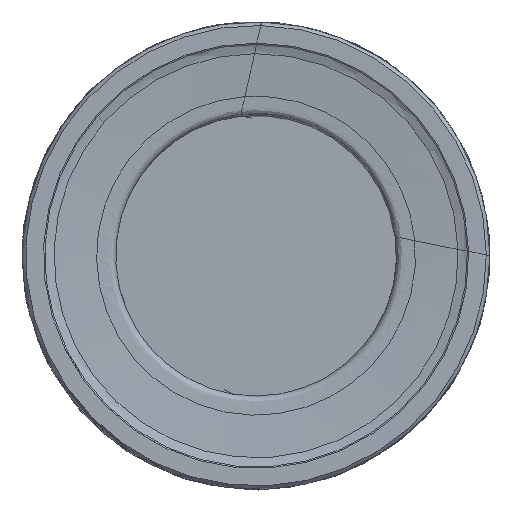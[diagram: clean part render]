
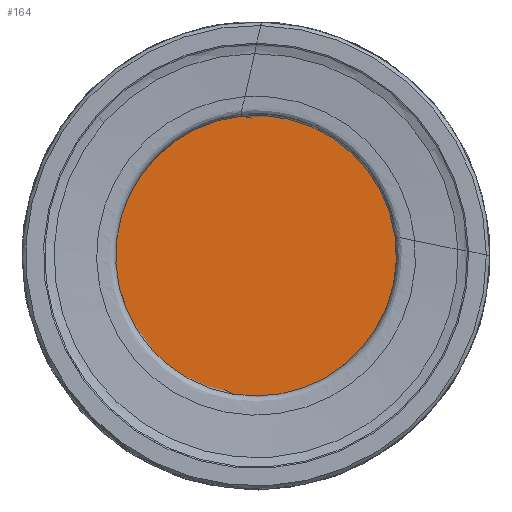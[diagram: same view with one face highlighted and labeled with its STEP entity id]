
A CAD part, left-side view. The second image highlights one B-rep face of the part: STEP entity #164.
In plain terms, the highlighted planar face has unit normal (-1, 0, 0).
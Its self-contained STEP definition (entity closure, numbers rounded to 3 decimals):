
#44=PLANE('',#733);
#164=ADVANCED_FACE('',(#228),#44,.F.);
#228=FACE_OUTER_BOUND('',#290,.T.);
#290=EDGE_LOOP('',(#476));
#476=ORIENTED_EDGE('',*,*,#613,.T.);
#534=VERTEX_POINT('',#3032);
#613=EDGE_CURVE('',#534,#534,#664,.T.);
#664=CIRCLE('',#731,9.824);
#731=AXIS2_PLACEMENT_3D('',#3031,#867,#868);
#733=AXIS2_PLACEMENT_3D('',#3034,#871,#872);
#867=DIRECTION('',(-1.,0.,0.));
#868=DIRECTION('',(0.,0.,1.));
#871=DIRECTION('',(1.,0.,0.));
#872=DIRECTION('',(0.,0.,-1.));
#3031=CARTESIAN_POINT('',(1.5,0.,0.));
#3032=CARTESIAN_POINT('',(1.5,0.,9.824));
#3034=CARTESIAN_POINT('',(1.5,0.,0.));
